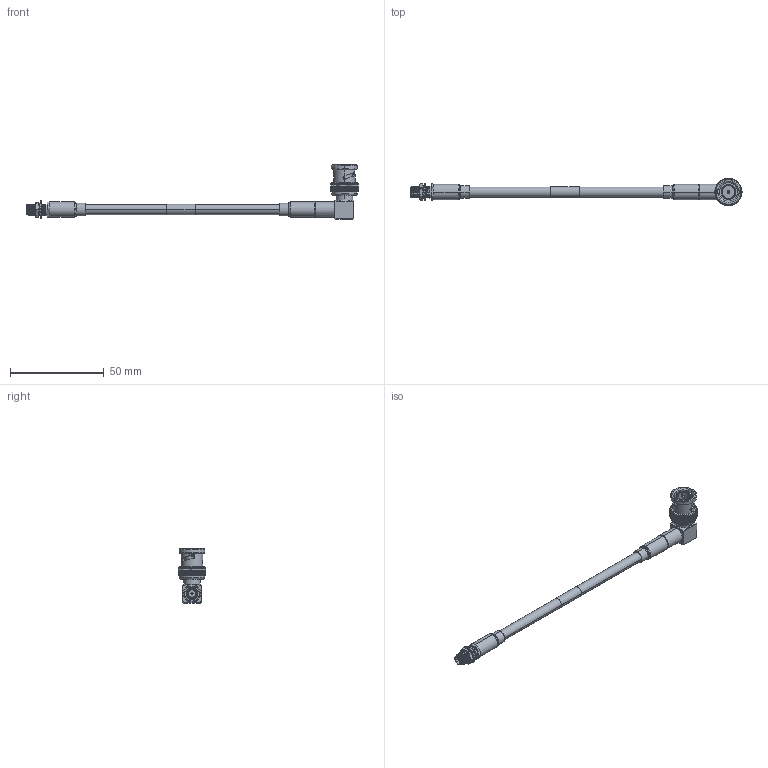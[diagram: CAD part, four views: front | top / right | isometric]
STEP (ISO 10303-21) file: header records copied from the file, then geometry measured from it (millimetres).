
FILE_DESCRIPTION (( 'STEP AP203' ), '1' );
FILE_NAME ('FMCA2692.STEP', '2022-03-09T17:12:44', ( '' ), ( '' ), 'SwSTEP 2.0', 'SolidWorks 2021', '' );
FILE_SCHEMA (( 'CONFIG_CONTROL_DESIGN' ));
Length unit declared in the file: millimetre
Products named in the file (5): FMCA2692; FMCN1748; RG223_with label; CA-240-MA1_.75" Long; FMCN1372
Assembly tree (5 placements, depth 2):
  FMCA2692
    RG223_with label
    FMCN1372
    FMCN1748
    CA-240-MA1_.75" Long  x2
Bounding box: 177.43 x 14.5 x 28.96 mm (x, y, z)
Volume: 7094.5 mm3; surface area: 9270.8 mm2
Topology: 11 solids, 11 shells, 674 faces, 1783 edges, 1160 vertices
Faces by surface type: plane 247, cylinder 241, bspline 97, cone 64, torus 25
Entity records: 40307 total; most frequent: CARTESIAN_POINT 24324, ORIENTED_EDGE 3478, DIRECTION 2911, EDGE_CURVE 1739, VERTEX_POINT 1136, AXIS2_PLACEMENT_3D 1034, LINE 843, VECTOR 843
